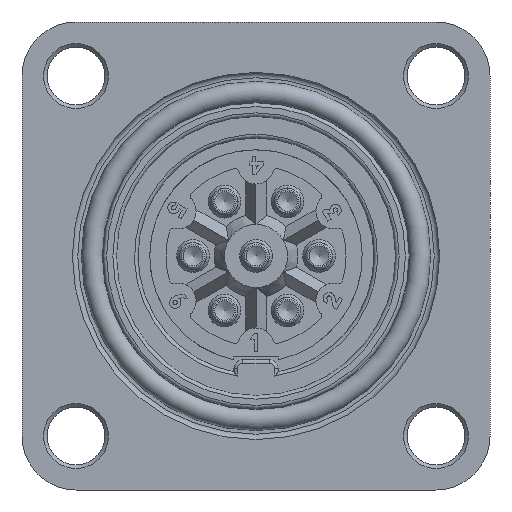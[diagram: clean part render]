
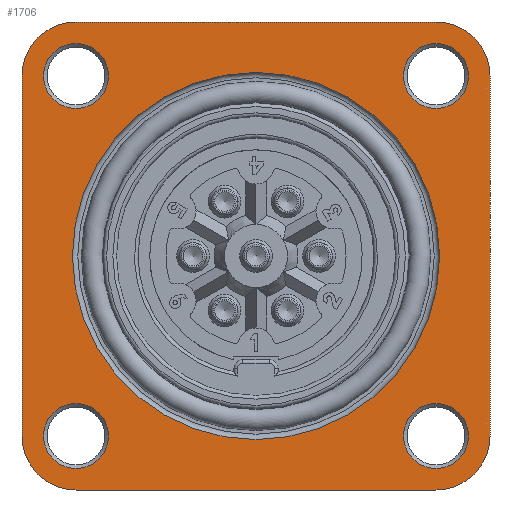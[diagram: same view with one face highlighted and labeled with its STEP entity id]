
A CAD part, front view. The second image highlights one B-rep face of the part: STEP entity #1706.
In plain terms, the highlighted planar face has unit normal (0, -1, 0).
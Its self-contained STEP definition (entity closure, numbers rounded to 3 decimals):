
#1081=PLANE('',#6555);
#1218=FACE_BOUND('',#2432,.T.);
#1219=FACE_BOUND('',#2433,.T.);
#1220=FACE_BOUND('',#2434,.T.);
#1221=FACE_BOUND('',#2435,.T.);
#1222=FACE_BOUND('',#2436,.T.);
#1223=FACE_BOUND('',#2437,.T.);
#1706=ADVANCED_FACE('',(#1218,#1219,#1220,#1221,#1222,#1223),#1081,.T.);
#2432=EDGE_LOOP('',(#3403));
#2433=EDGE_LOOP('',(#3404));
#2434=EDGE_LOOP('',(#3405));
#2435=EDGE_LOOP('',(#3406));
#2436=EDGE_LOOP('',(#3407));
#2437=EDGE_LOOP('',(#3408,#3409,#3410,#3411,#3412,#3413,#3414,#3415));
#2994=CIRCLE('',#6546,1.8);
#2995=CIRCLE('',#6547,1.8);
#2996=CIRCLE('',#6548,1.8);
#2997=CIRCLE('',#6549,1.8);
#2998=CIRCLE('',#6550,10.2);
#2999=CIRCLE('',#6551,3.);
#3000=CIRCLE('',#6552,3.);
#3001=CIRCLE('',#6553,3.);
#3002=CIRCLE('',#6554,3.);
#3403=ORIENTED_EDGE('',*,*,#5337,.T.);
#3404=ORIENTED_EDGE('',*,*,#5338,.T.);
#3405=ORIENTED_EDGE('',*,*,#5339,.T.);
#3406=ORIENTED_EDGE('',*,*,#5340,.T.);
#3407=ORIENTED_EDGE('',*,*,#5341,.F.);
#3408=ORIENTED_EDGE('',*,*,#5324,.T.);
#3409=ORIENTED_EDGE('',*,*,#5342,.T.);
#3410=ORIENTED_EDGE('',*,*,#5334,.T.);
#3411=ORIENTED_EDGE('',*,*,#5343,.T.);
#3412=ORIENTED_EDGE('',*,*,#5316,.T.);
#3413=ORIENTED_EDGE('',*,*,#5344,.T.);
#3414=ORIENTED_EDGE('',*,*,#5320,.T.);
#3415=ORIENTED_EDGE('',*,*,#5345,.T.);
#4776=VERTEX_POINT('',#9178);
#4779=VERTEX_POINT('',#9183);
#4780=VERTEX_POINT('',#9187);
#4783=VERTEX_POINT('',#9192);
#4784=VERTEX_POINT('',#9196);
#4787=VERTEX_POINT('',#9201);
#4794=VERTEX_POINT('',#9220);
#4797=VERTEX_POINT('',#9225);
#4800=VERTEX_POINT('',#9234);
#4801=VERTEX_POINT('',#9236);
#4802=VERTEX_POINT('',#9238);
#4803=VERTEX_POINT('',#9240);
#4804=VERTEX_POINT('',#9242);
#5316=EDGE_CURVE('',#4776,#4779,#5971,.T.);
#5320=EDGE_CURVE('',#4780,#4783,#5975,.T.);
#5324=EDGE_CURVE('',#4784,#4787,#5979,.T.);
#5334=EDGE_CURVE('',#4794,#4797,#5983,.T.);
#5337=EDGE_CURVE('',#4800,#4800,#2994,.T.);
#5338=EDGE_CURVE('',#4801,#4801,#2995,.T.);
#5339=EDGE_CURVE('',#4802,#4802,#2996,.T.);
#5340=EDGE_CURVE('',#4803,#4803,#2997,.T.);
#5341=EDGE_CURVE('',#4804,#4804,#2998,.T.);
#5342=EDGE_CURVE('',#4787,#4794,#2999,.T.);
#5343=EDGE_CURVE('',#4797,#4776,#3000,.T.);
#5344=EDGE_CURVE('',#4779,#4780,#3001,.T.);
#5345=EDGE_CURVE('',#4783,#4784,#3002,.T.);
#5971=LINE('',#9184,#6251);
#5975=LINE('',#9193,#6255);
#5979=LINE('',#9202,#6259);
#5983=LINE('',#9226,#6263);
#6251=VECTOR('',#7267,1.);
#6255=VECTOR('',#7273,1.);
#6259=VECTOR('',#7279,1.);
#6263=VECTOR('',#7303,1.);
#6546=AXIS2_PLACEMENT_3D('',#9233,#7312,#7313);
#6547=AXIS2_PLACEMENT_3D('',#9235,#7314,#7315);
#6548=AXIS2_PLACEMENT_3D('',#9237,#7316,#7317);
#6549=AXIS2_PLACEMENT_3D('',#9239,#7318,#7319);
#6550=AXIS2_PLACEMENT_3D('',#9241,#7320,#7321);
#6551=AXIS2_PLACEMENT_3D('',#9243,#7322,#7323);
#6552=AXIS2_PLACEMENT_3D('',#9244,#7324,#7325);
#6553=AXIS2_PLACEMENT_3D('',#9245,#7326,#7327);
#6554=AXIS2_PLACEMENT_3D('',#9246,#7328,#7329);
#6555=AXIS2_PLACEMENT_3D('',#9247,#7330,#7331);
#7267=DIRECTION('',(-1.,0.,0.));
#7273=DIRECTION('',(0.,0.,-1.));
#7279=DIRECTION('',(1.,0.,0.));
#7303=DIRECTION('',(0.,0.,1.));
#7312=DIRECTION('',(0.,1.,0.));
#7313=DIRECTION('',(0.,0.,-1.));
#7314=DIRECTION('',(0.,1.,0.));
#7315=DIRECTION('',(0.,0.,-1.));
#7316=DIRECTION('',(0.,1.,0.));
#7317=DIRECTION('',(0.,0.,-1.));
#7318=DIRECTION('',(0.,1.,0.));
#7319=DIRECTION('',(0.,0.,-1.));
#7320=DIRECTION('',(0.,-1.,0.));
#7321=DIRECTION('',(0.,0.,-1.));
#7322=DIRECTION('',(0.,-1.,0.));
#7323=DIRECTION('',(0.,0.,-1.));
#7324=DIRECTION('',(0.,-1.,0.));
#7325=DIRECTION('',(0.,0.,-1.));
#7326=DIRECTION('',(0.,-1.,0.));
#7327=DIRECTION('',(0.,0.,-1.));
#7328=DIRECTION('',(0.,-1.,0.));
#7329=DIRECTION('',(0.,0.,-1.));
#7330=DIRECTION('',(0.,-1.,0.));
#7331=DIRECTION('',(0.,0.,-1.));
#9178=CARTESIAN_POINT('',(10.,-10.,13.));
#9183=CARTESIAN_POINT('',(-10.,-10.,13.));
#9184=CARTESIAN_POINT('',(13.,-10.,13.));
#9187=CARTESIAN_POINT('',(-13.,-10.,10.));
#9192=CARTESIAN_POINT('',(-13.,-10.,-10.));
#9193=CARTESIAN_POINT('',(-13.,-10.,13.));
#9196=CARTESIAN_POINT('',(-10.,-10.,-13.));
#9201=CARTESIAN_POINT('',(10.,-10.,-13.));
#9202=CARTESIAN_POINT('',(-13.,-10.,-13.));
#9220=CARTESIAN_POINT('',(13.,-10.,-10.));
#9225=CARTESIAN_POINT('',(13.,-10.,10.));
#9226=CARTESIAN_POINT('',(13.,-10.,-13.));
#9233=CARTESIAN_POINT('',(-10.,-10.,-10.));
#9234=CARTESIAN_POINT('',(-10.,-10.,-11.8));
#9235=CARTESIAN_POINT('',(-10.,-10.,10.));
#9236=CARTESIAN_POINT('',(-10.,-10.,8.2));
#9237=CARTESIAN_POINT('',(10.,-10.,10.));
#9238=CARTESIAN_POINT('',(10.,-10.,8.2));
#9239=CARTESIAN_POINT('',(10.,-10.,-10.));
#9240=CARTESIAN_POINT('',(10.,-10.,-11.8));
#9241=CARTESIAN_POINT('',(0.,-10.,0.));
#9242=CARTESIAN_POINT('',(0.,-10.,-10.2));
#9243=CARTESIAN_POINT('',(10.,-10.,-10.));
#9244=CARTESIAN_POINT('',(10.,-10.,10.));
#9245=CARTESIAN_POINT('',(-10.,-10.,10.));
#9246=CARTESIAN_POINT('',(-10.,-10.,-10.));
#9247=CARTESIAN_POINT('',(-10.,-10.,-10.));
